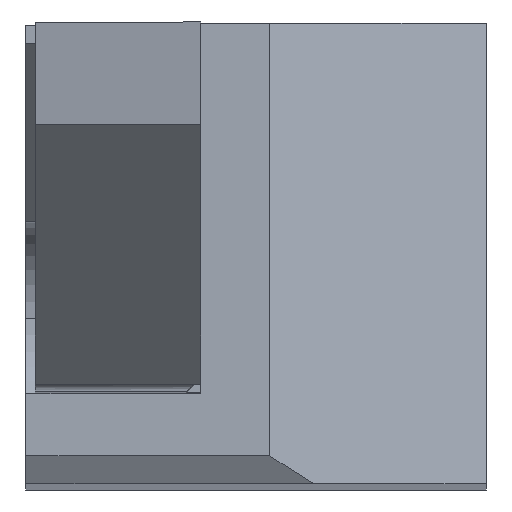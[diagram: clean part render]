
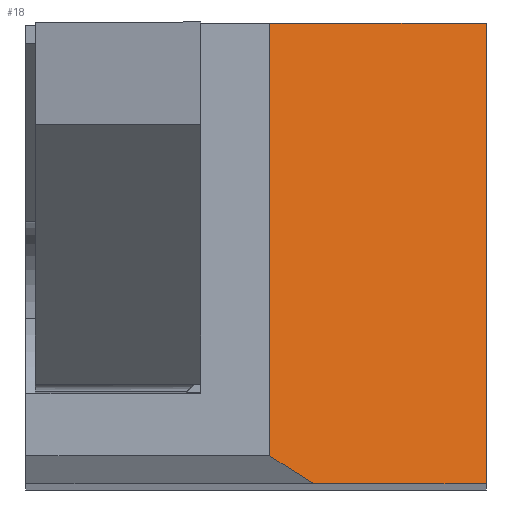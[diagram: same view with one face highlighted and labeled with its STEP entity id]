
A CAD part, top view. The second image highlights one B-rep face of the part: STEP entity #18.
In plain terms, the highlighted planar face has unit normal (0.342, 0, 0.94).
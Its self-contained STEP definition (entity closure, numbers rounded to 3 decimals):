
#18 = ADVANCED_FACE ( 'NONE', ( #1621 ), #76, .T. ) ;
#50 = DIRECTION ( 'NONE',  ( 0.342, 0., 0.94 ) ) ;
#76 = PLANE ( 'NONE',  #1778 ) ;
#111 = VERTEX_POINT ( 'NONE', #1243 ) ;
#144 = CARTESIAN_POINT ( 'NONE',  ( 16.252, 0., -0.346 ) ) ;
#172 = ORIENTED_EDGE ( 'NONE', *, *, #225, .T. ) ;
#198 = CARTESIAN_POINT ( 'NONE',  ( 15.3, 111.55, 0. ) ) ;
#225 = EDGE_CURVE ( 'NONE', #111, #1325, #978, .T. ) ;
#302 = DIRECTION ( 'NONE',  ( -0.808, 0.51, 0.294 ) ) ;
#327 = CARTESIAN_POINT ( 'NONE',  ( 15.3, 0.6, 0. ) ) ;
#374 = EDGE_LOOP ( 'NONE', ( #1229, #1382, #752, #1190, #172 ) ) ;
#393 = VECTOR ( 'NONE', #1423, 1000. ) ;
#413 = CARTESIAN_POINT ( 'NONE',  ( -57.646, 46.586, 26.55 ) ) ;
#499 = CARTESIAN_POINT ( 'NONE',  ( 15.3, 111.55, 0. ) ) ;
#500 = EDGE_CURVE ( 'NONE', #1592, #1205, #1573, .T. ) ;
#537 = EDGE_CURVE ( 'NONE', #819, #1205, #557, .T. ) ;
#557 = LINE ( 'NONE', #413, #774 ) ;
#610 = LINE ( 'NONE', #1152, #724 ) ;
#724 = VECTOR ( 'NONE', #1492, 1000. ) ;
#752 = ORIENTED_EDGE ( 'NONE', *, *, #537, .F. ) ;
#774 = VECTOR ( 'NONE', #302, 1000. ) ;
#819 = VERTEX_POINT ( 'NONE', #144 ) ;
#858 = DIRECTION ( 'NONE',  ( 0.94, 0., -0.342 ) ) ;
#902 = VECTOR ( 'NONE', #1726, 1000. ) ;
#915 = EDGE_CURVE ( 'NONE', #819, #111, #1706, .T. ) ;
#978 = LINE ( 'NONE', #1643, #902 ) ;
#1107 = EDGE_CURVE ( 'NONE', #1325, #1592, #610, .T. ) ;
#1152 = CARTESIAN_POINT ( 'NONE',  ( 45.162, 10., -10.869 ) ) ;
#1190 = ORIENTED_EDGE ( 'NONE', *, *, #915, .T. ) ;
#1202 = CARTESIAN_POINT ( 'NONE',  ( 15.3, 10., 0. ) ) ;
#1205 = VERTEX_POINT ( 'NONE', #327 ) ;
#1229 = ORIENTED_EDGE ( 'NONE', *, *, #1107, .T. ) ;
#1243 = CARTESIAN_POINT ( 'NONE',  ( 20., 0., -1.711 ) ) ;
#1289 = CARTESIAN_POINT ( 'NONE',  ( 45.162, 0., -10.869 ) ) ;
#1325 = VERTEX_POINT ( 'NONE', #1339 ) ;
#1339 = CARTESIAN_POINT ( 'NONE',  ( 20., 10., -1.711 ) ) ;
#1382 = ORIENTED_EDGE ( 'NONE', *, *, #500, .T. ) ;
#1397 = DIRECTION ( 'NONE',  ( -0.94, 0., 0.342 ) ) ;
#1423 = DIRECTION ( 'NONE',  ( 0., -1., 0. ) ) ;
#1492 = DIRECTION ( 'NONE',  ( -0.94, 0., 0.342 ) ) ;
#1573 = LINE ( 'NONE', #499, #393 ) ;
#1592 = VERTEX_POINT ( 'NONE', #1202 ) ;
#1621 = FACE_OUTER_BOUND ( 'NONE', #374, .T. ) ;
#1643 = CARTESIAN_POINT ( 'NONE',  ( 20., 0., -1.711 ) ) ;
#1683 = VECTOR ( 'NONE', #858, 1000. ) ;
#1706 = LINE ( 'NONE', #1289, #1683 ) ;
#1726 = DIRECTION ( 'NONE',  ( 0., 1., 0. ) ) ;
#1778 = AXIS2_PLACEMENT_3D ( 'NONE', #198, #50, #1397 ) ;
